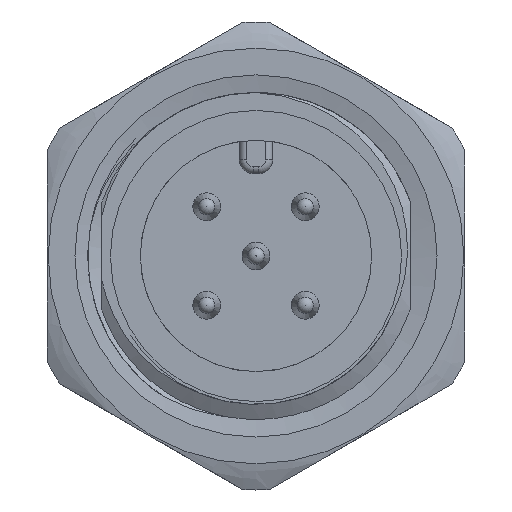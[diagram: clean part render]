
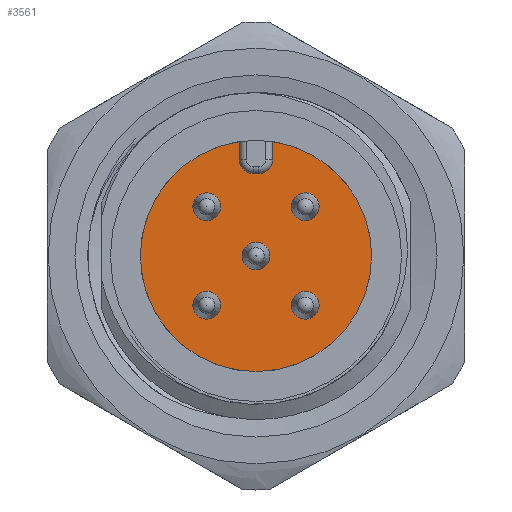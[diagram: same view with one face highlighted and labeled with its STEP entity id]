
A CAD part, front view. The second image highlights one B-rep face of the part: STEP entity #3561.
In plain terms, the highlighted planar face has unit normal (0, -1, 0).
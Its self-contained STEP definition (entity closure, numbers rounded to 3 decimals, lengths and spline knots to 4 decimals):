
#266=PLANE('',#3922);
#364=CIRCLE('',#3920,4.15);
#366=CIRCLE('',#3923,0.5);
#367=CIRCLE('',#3924,0.5);
#368=CIRCLE('',#3925,0.5);
#369=CIRCLE('',#3926,0.5);
#370=CIRCLE('',#3927,0.5);
#371=CIRCLE('',#3928,0.5);
#372=CIRCLE('',#3929,0.5);
#1113=ORIENTED_EDGE('',*,*,#1802,.T.);
#1114=ORIENTED_EDGE('',*,*,#1803,.T.);
#1115=ORIENTED_EDGE('',*,*,#1804,.T.);
#1116=ORIENTED_EDGE('',*,*,#1805,.T.);
#1117=ORIENTED_EDGE('',*,*,#1806,.T.);
#1118=ORIENTED_EDGE('',*,*,#1807,.F.);
#1119=ORIENTED_EDGE('',*,*,#1796,.F.);
#1120=ORIENTED_EDGE('',*,*,#1808,.F.);
#1121=ORIENTED_EDGE('',*,*,#1809,.F.);
#1122=ORIENTED_EDGE('',*,*,#1810,.F.);
#1123=ORIENTED_EDGE('',*,*,#1811,.F.);
#1796=EDGE_CURVE('',#2192,#2193,#364,.T.);
#1802=EDGE_CURVE('',#2198,#2198,#366,.T.);
#1803=EDGE_CURVE('',#2199,#2199,#367,.T.);
#1804=EDGE_CURVE('',#2200,#2200,#368,.T.);
#1805=EDGE_CURVE('',#2201,#2201,#369,.T.);
#1806=EDGE_CURVE('',#2202,#2202,#370,.T.);
#1807=EDGE_CURVE('',#2193,#2203,#2439,.T.);
#1808=EDGE_CURVE('',#2204,#2192,#2440,.T.);
#1809=EDGE_CURVE('',#2205,#2204,#371,.T.);
#1810=EDGE_CURVE('',#2206,#2205,#2441,.T.);
#1811=EDGE_CURVE('',#2203,#2206,#372,.T.);
#2192=VERTEX_POINT('',#39230);
#2193=VERTEX_POINT('',#39231);
#2198=VERTEX_POINT('',#39249);
#2199=VERTEX_POINT('',#39251);
#2200=VERTEX_POINT('',#39253);
#2201=VERTEX_POINT('',#39255);
#2202=VERTEX_POINT('',#39257);
#2203=VERTEX_POINT('',#39259);
#2204=VERTEX_POINT('',#39261);
#2205=VERTEX_POINT('',#39263);
#2206=VERTEX_POINT('',#39265);
#2439=LINE('',#39258,#2592);
#2440=LINE('',#39260,#2593);
#2441=LINE('',#39264,#2594);
#2592=VECTOR('',#4597,1000.);
#2593=VECTOR('',#4598,1000.);
#2594=VECTOR('',#4601,1000.);
#2789=EDGE_LOOP('',(#1113));
#2790=EDGE_LOOP('',(#1114));
#2791=EDGE_LOOP('',(#1115));
#2792=EDGE_LOOP('',(#1116));
#2793=EDGE_LOOP('',(#1117));
#2794=EDGE_LOOP('',(#1118,#1119,#1120,#1121,#1122,#1123));
#3139=FACE_BOUND('',#2789,.T.);
#3140=FACE_BOUND('',#2790,.T.);
#3141=FACE_BOUND('',#2791,.T.);
#3142=FACE_BOUND('',#2792,.T.);
#3143=FACE_BOUND('',#2793,.T.);
#3144=FACE_BOUND('',#2794,.T.);
#3561=ADVANCED_FACE('',(#3139,#3140,#3141,#3142,#3143,#3144),#266,.F.);
#3920=AXIS2_PLACEMENT_3D('',#39229,#4579,#4580);
#3922=AXIS2_PLACEMENT_3D('',#39247,#4585,#4586);
#3923=AXIS2_PLACEMENT_3D('',#39248,#4587,#4588);
#3924=AXIS2_PLACEMENT_3D('',#39250,#4589,#4590);
#3925=AXIS2_PLACEMENT_3D('',#39252,#4591,#4592);
#3926=AXIS2_PLACEMENT_3D('',#39254,#4593,#4594);
#3927=AXIS2_PLACEMENT_3D('',#39256,#4595,#4596);
#3928=AXIS2_PLACEMENT_3D('',#39262,#4599,#4600);
#3929=AXIS2_PLACEMENT_3D('',#39266,#4602,#4603);
#4579=DIRECTION('',(0.,1.,0.));
#4580=DIRECTION('',(1.,0.,0.));
#4585=DIRECTION('',(0.,1.,0.));
#4586=DIRECTION('',(0.,0.,1.));
#4587=DIRECTION('',(0.,1.,0.));
#4588=DIRECTION('',(1.,0.,0.));
#4589=DIRECTION('',(0.,1.,0.));
#4590=DIRECTION('',(1.,0.,0.));
#4591=DIRECTION('',(0.,1.,0.));
#4592=DIRECTION('',(1.,0.,0.));
#4593=DIRECTION('',(0.,1.,0.));
#4594=DIRECTION('',(1.,0.,0.));
#4595=DIRECTION('',(0.,1.,0.));
#4596=DIRECTION('',(1.,0.,0.));
#4597=DIRECTION('',(0.,0.,-1.));
#4598=DIRECTION('',(0.,0.,1.));
#4599=DIRECTION('',(0.,-1.,0.));
#4600=DIRECTION('',(-1.,0.,0.));
#4601=DIRECTION('',(1.,0.,0.));
#4602=DIRECTION('',(0.,-1.,0.));
#4603=DIRECTION('',(1.,0.,0.));
#39229=CARTESIAN_POINT('',(0.,8.9,0.));
#39230=CARTESIAN_POINT('',(0.6,8.9,4.1064));
#39231=CARTESIAN_POINT('',(-0.6,8.9,4.1064));
#39247=CARTESIAN_POINT('',(0.,8.9,0.));
#39248=CARTESIAN_POINT('',(0.,8.9,0.));
#39249=CARTESIAN_POINT('',(0.5,8.9,0.));
#39250=CARTESIAN_POINT('',(-1.7678,8.9,-1.7678));
#39251=CARTESIAN_POINT('',(-1.2678,8.9,-1.7678));
#39252=CARTESIAN_POINT('',(-1.7678,8.9,1.7678));
#39253=CARTESIAN_POINT('',(-1.2678,8.9,1.7678));
#39254=CARTESIAN_POINT('',(1.7678,8.9,1.7678));
#39255=CARTESIAN_POINT('',(2.2678,8.9,1.7678));
#39256=CARTESIAN_POINT('',(1.7678,8.9,-1.7678));
#39257=CARTESIAN_POINT('',(2.2678,8.9,-1.7678));
#39258=CARTESIAN_POINT('',(-0.6,8.9,4.1064));
#39259=CARTESIAN_POINT('',(-0.6,8.9,3.45));
#39260=CARTESIAN_POINT('',(0.6,8.9,3.45));
#39261=CARTESIAN_POINT('',(0.6,8.9,3.45));
#39262=CARTESIAN_POINT('',(0.1,8.9,3.45));
#39263=CARTESIAN_POINT('',(0.1,8.9,2.95));
#39264=CARTESIAN_POINT('',(-0.1,8.9,2.95));
#39265=CARTESIAN_POINT('',(-0.1,8.9,2.95));
#39266=CARTESIAN_POINT('',(-0.1,8.9,3.45));
